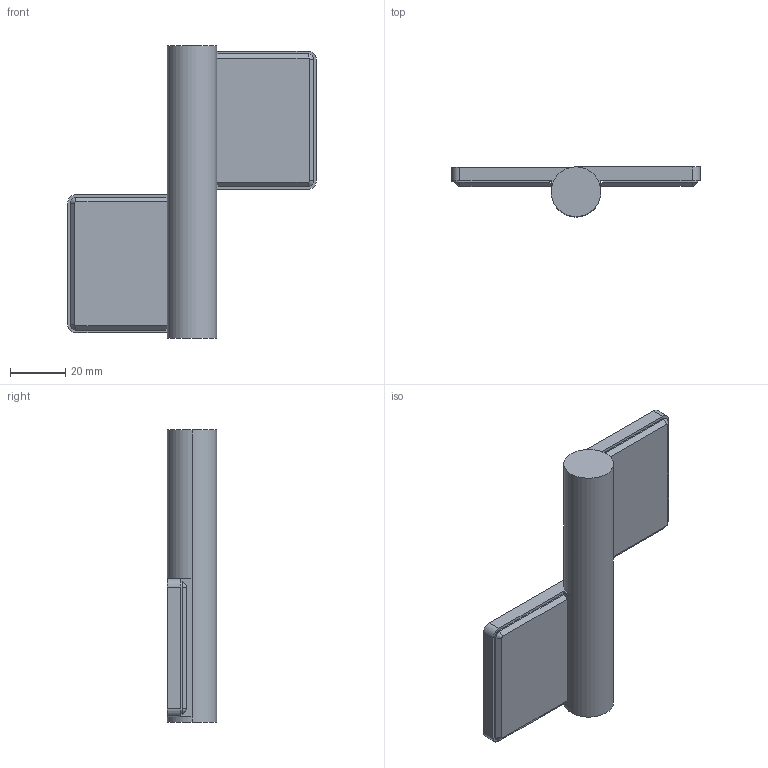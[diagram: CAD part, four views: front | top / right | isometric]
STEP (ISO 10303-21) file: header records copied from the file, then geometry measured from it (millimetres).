
FILE_DESCRIPTION(('STEP AP214'),'1');
FILE_NAME('cctmp_C810132D-FC61-4F3C-95E4-AFF3393F577C_2020_1_17_6_36_18_118..stp','2020-01-17T05:36:18',('Bosch Rexroth AG'),('CADClick - www.CADClick.com'),'Spatial InterOp 3D',' ','unknown authorization - (Healing Option Enabled)');
FILE_SCHEMA(('AUTOMOTIVE_DESIGN'));
Length unit declared in the file: millimetre
Products named in the file (1): 2020_01_17__06-36-18-118
Bounding box: 90 x 18 x 105.91 mm (x, y, z)
Volume: 50764.1 mm3; surface area: 16617.7 mm2
Topology: 1 solids, 4 shells, 58 faces, 142 edges, 92 vertices
Faces by surface type: plane 36, cylinder 18, cone 4
Entity records: 2192 total; most frequent: DIRECTION 304, CARTESIAN_POINT 293, ORIENTED_EDGE 284, EDGE_CURVE 142, AXIS2_PLACEMENT_3D 103, LINE 98, VECTOR 98, VERTEX_POINT 92
